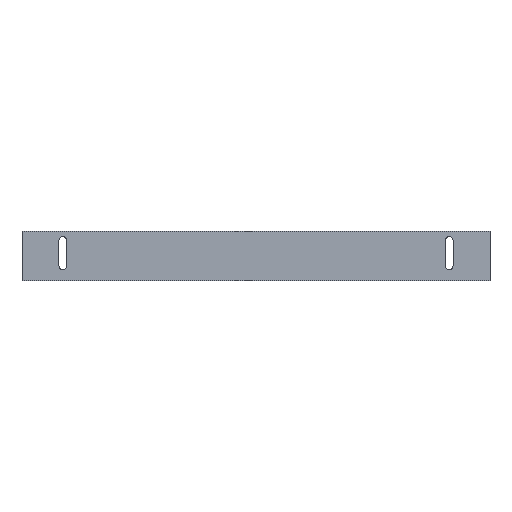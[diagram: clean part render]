
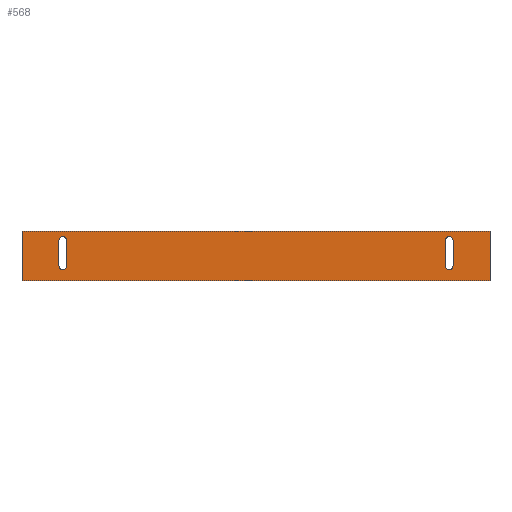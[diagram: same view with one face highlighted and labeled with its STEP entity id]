
A CAD part, left-side view. The second image highlights one B-rep face of the part: STEP entity #568.
In plain terms, the highlighted planar face has unit normal (-1, 0, 0).
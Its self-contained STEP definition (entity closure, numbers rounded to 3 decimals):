
#56 = CARTESIAN_POINT ( 'NONE',  ( 0., 175., 10. ) ) ;
#62 = CARTESIAN_POINT ( 'NONE',  ( 0., 171.5, 36.5 ) ) ;
#80 = CARTESIAN_POINT ( 'NONE',  ( 0., 178.5, 36.5 ) ) ;
#91 = VERTEX_POINT ( 'NONE', #62 ) ;
#95 = VERTEX_POINT ( 'NONE', #1796 ) ;
#99 = EDGE_LOOP ( 'NONE', ( #1723, #1818, #1413, #121, #1655 ) ) ;
#115 = VERTEX_POINT ( 'NONE', #438 ) ;
#121 = ORIENTED_EDGE ( 'NONE', *, *, #1444, .T. ) ;
#126 = DIRECTION ( 'NONE',  ( 1., 0., 0. ) ) ;
#139 = VERTEX_POINT ( 'NONE', #1515 ) ;
#150 = DIRECTION ( 'NONE',  ( 1., 0., 0. ) ) ;
#173 = CARTESIAN_POINT ( 'NONE',  ( 0., 171.5, 13.5 ) ) ;
#197 = CIRCLE ( 'NONE', #1290, 3.5 ) ;
#207 = FACE_BOUND ( 'NONE', #99, .T. ) ;
#238 = FACE_BOUND ( 'NONE', #245, .T. ) ;
#245 = EDGE_LOOP ( 'NONE', ( #1802, #1484, #1509, #1527, #1578 ) ) ;
#273 = FACE_OUTER_BOUND ( 'NONE', #1204, .T. ) ;
#309 = EDGE_CURVE ( 'NONE', #91, #356, #593, .T. ) ;
#337 = VECTOR ( 'NONE', #1407, 1000. ) ;
#355 = DIRECTION ( 'NONE',  ( 0., 0., -1. ) ) ;
#356 = VERTEX_POINT ( 'NONE', #173 ) ;
#360 = LINE ( 'NONE', #392, #337 ) ;
#375 = DIRECTION ( 'NONE',  ( 1., 0., 0. ) ) ;
#383 = CIRCLE ( 'NONE', #1331, 3.5 ) ;
#392 = CARTESIAN_POINT ( 'NONE',  ( 0., 178.5, 36.5 ) ) ;
#415 = CARTESIAN_POINT ( 'NONE',  ( 0., -171.5, 13.5 ) ) ;
#426 = VERTEX_POINT ( 'NONE', #481 ) ;
#431 = CARTESIAN_POINT ( 'NONE',  ( 0., 212., 0. ) ) ;
#438 = CARTESIAN_POINT ( 'NONE',  ( 0., -175., 10. ) ) ;
#446 = CIRCLE ( 'NONE', #1349, 3.5 ) ;
#457 = DIRECTION ( 'NONE',  ( 0., 0., 1. ) ) ;
#481 = CARTESIAN_POINT ( 'NONE',  ( 0., 212., 0. ) ) ;
#486 = VECTOR ( 'NONE', #942, 1000. ) ;
#489 = LINE ( 'NONE', #1854, #486 ) ;
#521 = CARTESIAN_POINT ( 'NONE',  ( 0., 175., 13.5 ) ) ;
#528 = CARTESIAN_POINT ( 'NONE',  ( 0., -212., 45. ) ) ;
#545 = CARTESIAN_POINT ( 'NONE',  ( 0., -178.5, 36.5 ) ) ;
#557 = CARTESIAN_POINT ( 'NONE',  ( 0., -175., 13.5 ) ) ;
#560 = DIRECTION ( 'NONE',  ( 0., 0., -1. ) ) ;
#568 = ADVANCED_FACE ( 'NONE', ( #238, #207, #273 ), #1297, .T. ) ;
#574 = VECTOR ( 'NONE', #355, 1000. ) ;
#593 = LINE ( 'NONE', #1056, #574 ) ;
#650 = LINE ( 'NONE', #663, #696 ) ;
#651 = VERTEX_POINT ( 'NONE', #80 ) ;
#663 = CARTESIAN_POINT ( 'NONE',  ( 0., -178.5, 36.5 ) ) ;
#681 = DIRECTION ( 'NONE',  ( 0., 0., 1. ) ) ;
#696 = VECTOR ( 'NONE', #813, 1000. ) ;
#718 = DIRECTION ( 'NONE',  ( 0., 0., 1. ) ) ;
#767 = ORIENTED_EDGE ( 'NONE', *, *, #1530, .T. ) ;
#792 = VERTEX_POINT ( 'NONE', #545 ) ;
#797 = VERTEX_POINT ( 'NONE', #415 ) ;
#813 = DIRECTION ( 'NONE',  ( 0., 0., -1. ) ) ;
#818 = ORIENTED_EDGE ( 'NONE', *, *, #1856, .T. ) ;
#848 = CARTESIAN_POINT ( 'NONE',  ( 0., -212., 0. ) ) ;
#869 = ORIENTED_EDGE ( 'NONE', *, *, #1571, .F. ) ;
#883 = CIRCLE ( 'NONE', #1512, 3.5 ) ;
#887 = DIRECTION ( 'NONE',  ( 0., -1., 0. ) ) ;
#942 = DIRECTION ( 'NONE',  ( 0., 0., 1. ) ) ;
#949 = CARTESIAN_POINT ( 'NONE',  ( 0., 175., 13.5 ) ) ;
#957 = VECTOR ( 'NONE', #1613, 1000. ) ;
#969 = CARTESIAN_POINT ( 'NONE',  ( 0., -175., 13.5 ) ) ;
#976 = LINE ( 'NONE', #431, #957 ) ;
#987 = AXIS2_PLACEMENT_3D ( 'NONE', #557, #1603, #718 ) ;
#989 = CARTESIAN_POINT ( 'NONE',  ( 0., 175., 36.5 ) ) ;
#1029 = ORIENTED_EDGE ( 'NONE', *, *, #1570, .F. ) ;
#1039 = AXIS2_PLACEMENT_3D ( 'NONE', #1248, #375, #1393 ) ;
#1056 = CARTESIAN_POINT ( 'NONE',  ( 0., 171.5, 36.5 ) ) ;
#1057 = DIRECTION ( 'NONE',  ( -1., 0., 0. ) ) ;
#1122 = DIRECTION ( 'NONE',  ( 0., 0., 1. ) ) ;
#1140 = DIRECTION ( 'NONE',  ( 0., 0., 1. ) ) ;
#1148 = CARTESIAN_POINT ( 'NONE',  ( 0., 212., 45. ) ) ;
#1151 = AXIS2_PLACEMENT_3D ( 'NONE', #1452, #1057, #1507 ) ;
#1171 = DIRECTION ( 'NONE',  ( 1., 0., 0. ) ) ;
#1195 = EDGE_CURVE ( 'NONE', #356, #1590, #883, .T. ) ;
#1204 = EDGE_LOOP ( 'NONE', ( #1029, #869, #767, #818 ) ) ;
#1248 = CARTESIAN_POINT ( 'NONE',  ( 0., -175., 36.5 ) ) ;
#1290 = AXIS2_PLACEMENT_3D ( 'NONE', #989, #150, #1140 ) ;
#1297 = PLANE ( 'NONE',  #1151 ) ;
#1306 = CARTESIAN_POINT ( 'NONE',  ( 0., -212., 45. ) ) ;
#1331 = AXIS2_PLACEMENT_3D ( 'NONE', #969, #126, #1122 ) ;
#1342 = VECTOR ( 'NONE', #887, 1000. ) ;
#1349 = AXIS2_PLACEMENT_3D ( 'NONE', #521, #1568, #681 ) ;
#1377 = CARTESIAN_POINT ( 'NONE',  ( 0., 212., 45. ) ) ;
#1385 = VECTOR ( 'NONE', #1629, 1000. ) ;
#1390 = VERTEX_POINT ( 'NONE', #1377 ) ;
#1393 = DIRECTION ( 'NONE',  ( 0., 0., 1. ) ) ;
#1397 = EDGE_CURVE ( 'NONE', #792, #95, #650, .T. ) ;
#1407 = DIRECTION ( 'NONE',  ( 0., 0., 1. ) ) ;
#1409 = EDGE_CURVE ( 'NONE', #797, #139, #489, .T. ) ;
#1412 = LINE ( 'NONE', #1306, #1385 ) ;
#1413 = ORIENTED_EDGE ( 'NONE', *, *, #1195, .T. ) ;
#1444 = EDGE_CURVE ( 'NONE', #1590, #1536, #446, .T. ) ;
#1446 = EDGE_CURVE ( 'NONE', #95, #115, #383, .T. ) ;
#1450 = EDGE_CURVE ( 'NONE', #1536, #651, #360, .T. ) ;
#1451 = CARTESIAN_POINT ( 'NONE',  ( 0., 178.5, 13.5 ) ) ;
#1452 = CARTESIAN_POINT ( 'NONE',  ( 0., 212., 45. ) ) ;
#1457 = VERTEX_POINT ( 'NONE', #528 ) ;
#1459 = LINE ( 'NONE', #1777, #1342 ) ;
#1484 = ORIENTED_EDGE ( 'NONE', *, *, #1397, .T. ) ;
#1494 = EDGE_CURVE ( 'NONE', #651, #91, #197, .T. ) ;
#1507 = DIRECTION ( 'NONE',  ( 0., 0., 1. ) ) ;
#1509 = ORIENTED_EDGE ( 'NONE', *, *, #1446, .T. ) ;
#1512 = AXIS2_PLACEMENT_3D ( 'NONE', #949, #1171, #457 ) ;
#1515 = CARTESIAN_POINT ( 'NONE',  ( 0., -171.5, 36.5 ) ) ;
#1527 = ORIENTED_EDGE ( 'NONE', *, *, #1827, .T. ) ;
#1530 = EDGE_CURVE ( 'NONE', #1390, #426, #1824, .T. ) ;
#1536 = VERTEX_POINT ( 'NONE', #1451 ) ;
#1549 = CIRCLE ( 'NONE', #1039, 3.5 ) ;
#1568 = DIRECTION ( 'NONE',  ( 1., 0., 0. ) ) ;
#1570 = EDGE_CURVE ( 'NONE', #1457, #1826, #1412, .T. ) ;
#1571 = EDGE_CURVE ( 'NONE', #1390, #1457, #1459, .T. ) ;
#1578 = ORIENTED_EDGE ( 'NONE', *, *, #1409, .T. ) ;
#1584 = VECTOR ( 'NONE', #560, 1000. ) ;
#1590 = VERTEX_POINT ( 'NONE', #56 ) ;
#1592 = CIRCLE ( 'NONE', #987, 3.5 ) ;
#1603 = DIRECTION ( 'NONE',  ( 1., 0., 0. ) ) ;
#1613 = DIRECTION ( 'NONE',  ( 0., -1., 0. ) ) ;
#1629 = DIRECTION ( 'NONE',  ( 0., 0., -1. ) ) ;
#1655 = ORIENTED_EDGE ( 'NONE', *, *, #1450, .T. ) ;
#1712 = EDGE_CURVE ( 'NONE', #139, #792, #1549, .T. ) ;
#1723 = ORIENTED_EDGE ( 'NONE', *, *, #1494, .T. ) ;
#1777 = CARTESIAN_POINT ( 'NONE',  ( 0., 212., 45. ) ) ;
#1796 = CARTESIAN_POINT ( 'NONE',  ( 0., -178.5, 13.5 ) ) ;
#1802 = ORIENTED_EDGE ( 'NONE', *, *, #1712, .T. ) ;
#1818 = ORIENTED_EDGE ( 'NONE', *, *, #309, .T. ) ;
#1824 = LINE ( 'NONE', #1148, #1584 ) ;
#1826 = VERTEX_POINT ( 'NONE', #848 ) ;
#1827 = EDGE_CURVE ( 'NONE', #115, #797, #1592, .T. ) ;
#1854 = CARTESIAN_POINT ( 'NONE',  ( 0., -171.5, 36.5 ) ) ;
#1856 = EDGE_CURVE ( 'NONE', #426, #1826, #976, .T. ) ;
